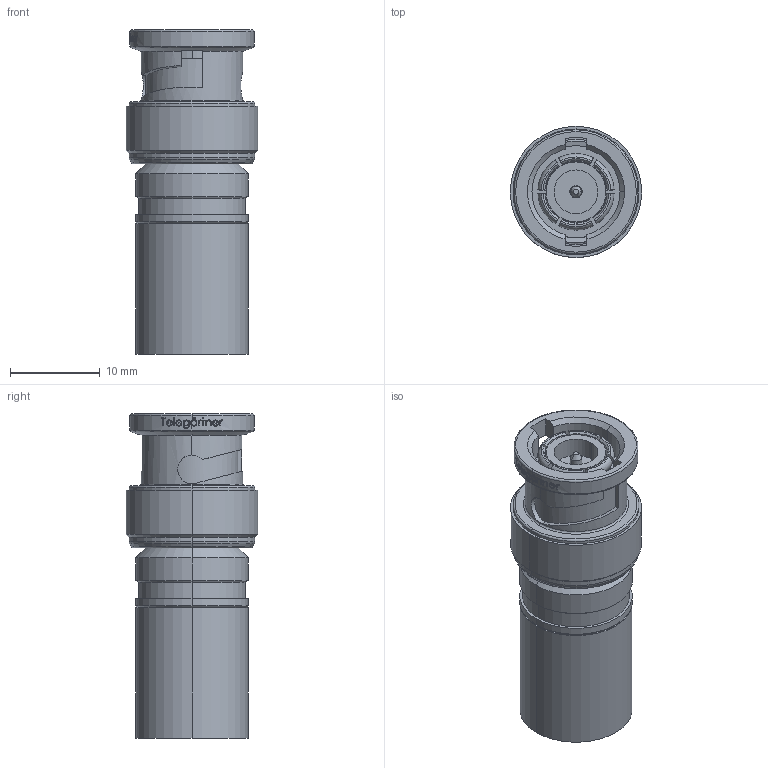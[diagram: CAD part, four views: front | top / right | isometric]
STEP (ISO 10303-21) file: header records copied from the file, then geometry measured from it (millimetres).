
FILE_DESCRIPTION (( 'STEP AP214' ), '1' );
FILE_NAME ('J01000A0060.STEP', '2018-11-15T07:33:21', ( '' ), ( '' ), 'SwSTEP 2.0', 'SolidWorks 2017', '' );
FILE_SCHEMA (( 'AUTOMOTIVE_DESIGN' ));
Length unit declared in the file: millimetre
Products named in the file (1): J01000A0060
Bounding box: 14.6 x 14.6 x 36.05 mm (x, y, z)
Volume: 3533.2 mm3; surface area: 2712.4 mm2
Topology: 1 solids, 1 shells, 304 faces, 772 edges, 502 vertices
Faces by surface type: plane 104, bspline 78, cylinder 72, cone 30, torus 20
Entity records: 15387 total; most frequent: CARTESIAN_POINT 5282, ORIENTED_EDGE 1544, DIRECTION 1198, EDGE_CURVE 772, VERTEX_POINT 502, AXIS2_PLACEMENT_3D 431, EDGE_LOOP 340, VECTOR 336
